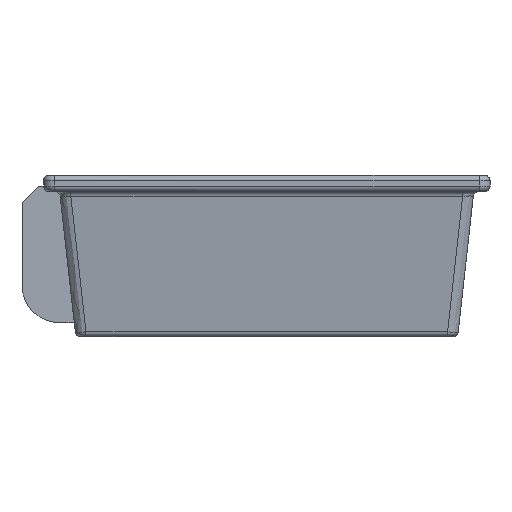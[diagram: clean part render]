
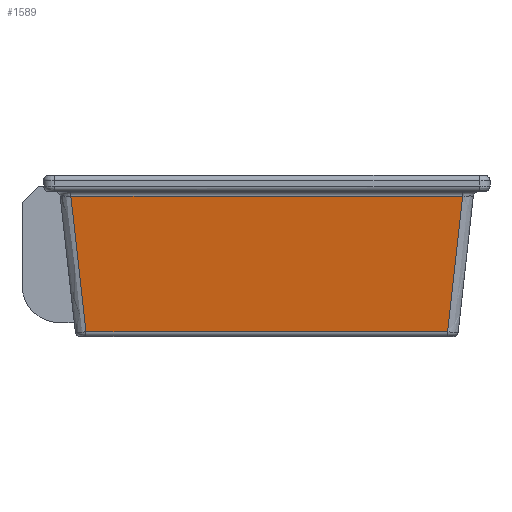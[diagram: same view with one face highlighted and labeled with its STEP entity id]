
A CAD part, left-side view. The second image highlights one B-rep face of the part: STEP entity #1589.
In plain terms, the highlighted free-form (B-spline) face has degree [1, 1] with [2, 3] control points.
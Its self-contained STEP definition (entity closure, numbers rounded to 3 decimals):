
#22 = CARTESIAN_POINT ( 'NONE',  ( -23.286, 360.003, -150. ) ) ;
#351 = VERTEX_POINT ( 'NONE', #3466 ) ;
#593 = CARTESIAN_POINT ( 'NONE',  ( -38.286, -9.997, -15. ) ) ;
#1061 = CARTESIAN_POINT ( 'NONE',  ( -23.78, 24.565, -145.552 ) ) ;
#1191 = CARTESIAN_POINT ( 'NONE',  ( -23.78, 350.559, -145.552 ) ) ;
#1235 = ORIENTED_EDGE ( 'NONE', *, *, #3098, .F. ) ;
#1236 = CARTESIAN_POINT ( 'NONE',  ( -37.792, 0.436, -19.448 ) ) ;
#1295 = EDGE_LOOP ( 'NONE', ( #1235, #3557, #4432, #2818 ) ) ;
#1589 = ADVANCED_FACE ( 'NONE', ( #3327 ), #3051, .T. ) ;
#1631 = CARTESIAN_POINT ( 'NONE',  ( -37.792, 0.436, -19.448 ) ) ;
#1689 = VERTEX_POINT ( 'NONE', #3575 ) ;
#1787 = VERTEX_POINT ( 'NONE', #2268 ) ;
#1912 = B_SPLINE_CURVE_WITH_KNOTS ( 'NONE', 1,
 ( #1236, #3072 ),
 .UNSPECIFIED., .F., .F.,
 ( 2, 2 ),
 ( 0., 1. ),
 .UNSPECIFIED. ) ;
#1999 = B_SPLINE_CURVE_WITH_KNOTS ( 'NONE', 1,
 ( #4764, #1061, #2891 ),
 .UNSPECIFIED., .F., .F.,
 ( 2, 1, 2 ),
 ( 0., 0.97, 1. ),
 .UNSPECIFIED. ) ;
#2069 = CARTESIAN_POINT ( 'NONE',  ( -28.274, 355.052, -105.109 ) ) ;
#2268 = CARTESIAN_POINT ( 'NONE',  ( -37.792, 364.57, -19.448 ) ) ;
#2818 = ORIENTED_EDGE ( 'NONE', *, *, #2997, .T. ) ;
#2891 = CARTESIAN_POINT ( 'NONE',  ( -23.78, 14.448, -145.552 ) ) ;
#2997 = EDGE_CURVE ( 'NONE', #1689, #4604, #1999, .T. ) ;
#3051 = B_SPLINE_SURFACE_WITH_KNOTS ( 'NONE', 1, 1, ( 
 ( #5165, #5619, #593 ),
 ( #22, #3666, #4217 ) ),
 .UNSPECIFIED., .F., .F., .F.,
 ( 2, 2 ),
 ( 2, 1, 2 ),
 ( 0., 136.657 ),
 ( 1395., 1758.31, 1780. ),
 .UNSPECIFIED. ) ;
#3072 = CARTESIAN_POINT ( 'NONE',  ( -23.78, 14.448, -145.552 ) ) ;
#3098 = EDGE_CURVE ( 'NONE', #351, #4604, #1912, .T. ) ;
#3327 = FACE_OUTER_BOUND ( 'NONE', #1295, .T. ) ;
#3353 = CARTESIAN_POINT ( 'NONE',  ( -23.78, 14.448, -145.552 ) ) ;
#3391 = CARTESIAN_POINT ( 'NONE',  ( -37.792, 364.57, -19.448 ) ) ;
#3466 = CARTESIAN_POINT ( 'NONE',  ( -37.792, 0.436, -19.448 ) ) ;
#3557 = ORIENTED_EDGE ( 'NONE', *, *, #4811, .F. ) ;
#3575 = CARTESIAN_POINT ( 'NONE',  ( -23.78, 350.559, -145.552 ) ) ;
#3666 = CARTESIAN_POINT ( 'NONE',  ( -23.286, 25.003, -150. ) ) ;
#4217 = CARTESIAN_POINT ( 'NONE',  ( -23.286, 5.003, -150. ) ) ;
#4354 = CARTESIAN_POINT ( 'NONE',  ( -32.944, 359.723, -63.074 ) ) ;
#4432 = ORIENTED_EDGE ( 'NONE', *, *, #5886, .T. ) ;
#4604 = VERTEX_POINT ( 'NONE', #3353 ) ;
#4764 = CARTESIAN_POINT ( 'NONE',  ( -23.78, 350.559, -145.552 ) ) ;
#4811 = EDGE_CURVE ( 'NONE', #1787, #351, #5399, .T. ) ;
#4837 = B_SPLINE_CURVE_WITH_KNOTS ( 'NONE', 3,
 ( #3391, #4354, #2069, #1191 ),
 .UNSPECIFIED., .F., .F.,
 ( 4, 4 ),
 ( 0., 1. ),
 .UNSPECIFIED. ) ;
#5165 = CARTESIAN_POINT ( 'NONE',  ( -38.286, 375.003, -15. ) ) ;
#5399 = B_SPLINE_CURVE_WITH_KNOTS ( 'NONE', 1,
 ( #5698, #1631 ),
 .UNSPECIFIED., .F., .F.,
 ( 2, 2 ),
 ( 0.494, 364.628 ),
 .UNSPECIFIED. ) ;
#5619 = CARTESIAN_POINT ( 'NONE',  ( -38.286, 11.693, -15. ) ) ;
#5698 = CARTESIAN_POINT ( 'NONE',  ( -37.792, 364.57, -19.448 ) ) ;
#5886 = EDGE_CURVE ( 'NONE', #1787, #1689, #4837, .T. ) ;
